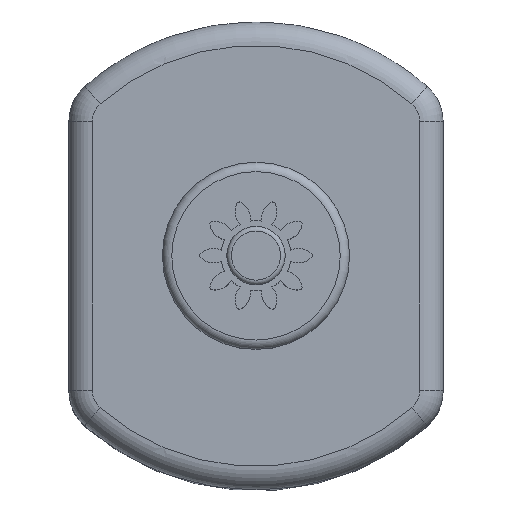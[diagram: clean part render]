
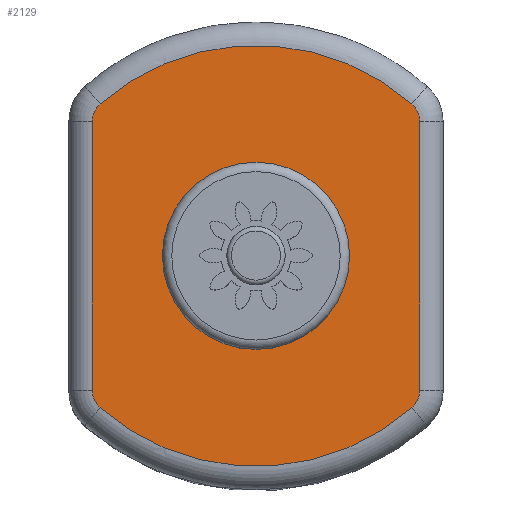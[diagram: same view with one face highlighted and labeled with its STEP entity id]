
A CAD part, top view. The second image highlights one B-rep face of the part: STEP entity #2129.
In plain terms, the highlighted planar face has unit normal (0, 0, 1).
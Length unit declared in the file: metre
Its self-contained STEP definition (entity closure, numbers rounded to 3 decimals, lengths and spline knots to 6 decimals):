
#110=LINE('',#3812,#230);
#112=LINE('',#3855,#232);
#230=VECTOR('',#3132,1.);
#232=VECTOR('',#3192,1.);
#384=PLANE('',#2491);
#887=ORIENTED_EDGE('',*,*,#1263,.T.);
#888=ORIENTED_EDGE('',*,*,#1257,.T.);
#889=ORIENTED_EDGE('',*,*,#1259,.T.);
#890=ORIENTED_EDGE('',*,*,#1265,.T.);
#891=ORIENTED_EDGE('',*,*,#1275,.T.);
#892=ORIENTED_EDGE('',*,*,#1281,.T.);
#893=ORIENTED_EDGE('',*,*,#1279,.T.);
#894=ORIENTED_EDGE('',*,*,#1273,.T.);
#1257=EDGE_CURVE('',#1485,#1488,#110,.T.);
#1259=EDGE_CURVE('',#1488,#1490,#1673,.T.);
#1263=EDGE_CURVE('',#1491,#1485,#1677,.T.);
#1265=EDGE_CURVE('',#1490,#1494,#1679,.T.);
#1273=EDGE_CURVE('',#1495,#1491,#1687,.T.);
#1275=EDGE_CURVE('',#1494,#1498,#1689,.T.);
#1279=EDGE_CURVE('',#1499,#1495,#1693,.T.);
#1281=EDGE_CURVE('',#1498,#1499,#112,.T.);
#1485=VERTEX_POINT('',#3806);
#1488=VERTEX_POINT('',#3811);
#1490=VERTEX_POINT('',#3816);
#1491=VERTEX_POINT('',#3821);
#1494=VERTEX_POINT('',#3828);
#1495=VERTEX_POINT('',#3835);
#1498=VERTEX_POINT('',#3844);
#1499=VERTEX_POINT('',#3849);
#1673=CIRCLE('',#2464,0.0005);
#1677=CIRCLE('',#2469,0.0005);
#1679=CIRCLE('',#2472,0.005056);
#1687=CIRCLE('',#2481,0.005056);
#1689=CIRCLE('',#2484,0.0005);
#1693=CIRCLE('',#2489,0.0005);
#1840=EDGE_LOOP('',(#887,#888,#889,#890,#891,#892,#893,#894));
#1986=FACE_BOUND('',#1840,.T.);
#2129=ADVANCED_FACE('',(#1986),#384,.T.);
#2464=AXIS2_PLACEMENT_3D('',#3817,#3137,#3138);
#2469=AXIS2_PLACEMENT_3D('',#3824,#3147,#3148);
#2472=AXIS2_PLACEMENT_3D('',#3829,#3153,#3154);
#2481=AXIS2_PLACEMENT_3D('',#3840,#3171,#3172);
#2484=AXIS2_PLACEMENT_3D('',#3845,#3177,#3178);
#2489=AXIS2_PLACEMENT_3D('',#3852,#3187,#3188);
#2491=AXIS2_PLACEMENT_3D('',#3856,#3193,#3194);
#3132=DIRECTION('',(0.,1.,0.));
#3137=DIRECTION('',(0.,0.,1.));
#3138=DIRECTION('',(0.,-1.,0.));
#3147=DIRECTION('',(0.,0.,1.));
#3148=DIRECTION('',(0.,-1.,0.));
#3153=DIRECTION('',(0.,0.,1.));
#3154=DIRECTION('',(0.,-1.,0.));
#3171=DIRECTION('',(0.,0.,1.));
#3172=DIRECTION('',(0.,-1.,0.));
#3177=DIRECTION('',(0.,0.,1.));
#3178=DIRECTION('',(0.,-1.,0.));
#3187=DIRECTION('',(0.,0.,1.));
#3188=DIRECTION('',(0.,-1.,0.));
#3192=DIRECTION('',(0.,-1.,0.));
#3193=DIRECTION('',(0.,0.,1.));
#3194=DIRECTION('',(0.,-1.,0.));
#3806=CARTESIAN_POINT('',(0.0035,-0.002873,0.01325));
#3811=CARTESIAN_POINT('',(0.0035,0.002873,0.01325));
#3812=CARTESIAN_POINT('',(0.0035,0.002873,0.01325));
#3816=CARTESIAN_POINT('',(0.003329,0.003249,0.01325));
#3817=CARTESIAN_POINT('',(0.003,0.002873,0.01325));
#3821=CARTESIAN_POINT('',(0.003329,-0.003249,0.01325));
#3824=CARTESIAN_POINT('',(0.003,-0.002873,0.01325));
#3828=CARTESIAN_POINT('',(-0.003329,0.003249,0.01325));
#3829=CARTESIAN_POINT('',(0.,-0.000556,0.01325));
#3835=CARTESIAN_POINT('',(-0.003329,-0.003249,0.01325));
#3840=CARTESIAN_POINT('',(0.,0.000556,0.01325));
#3844=CARTESIAN_POINT('',(-0.0035,0.002873,0.01325));
#3845=CARTESIAN_POINT('',(-0.003,0.002873,0.01325));
#3849=CARTESIAN_POINT('',(-0.0035,-0.002873,0.01325));
#3852=CARTESIAN_POINT('',(-0.003,-0.002873,0.01325));
#3855=CARTESIAN_POINT('',(-0.0035,-0.002873,0.01325));
#3856=CARTESIAN_POINT('',(0.003,0.002873,0.01325));
